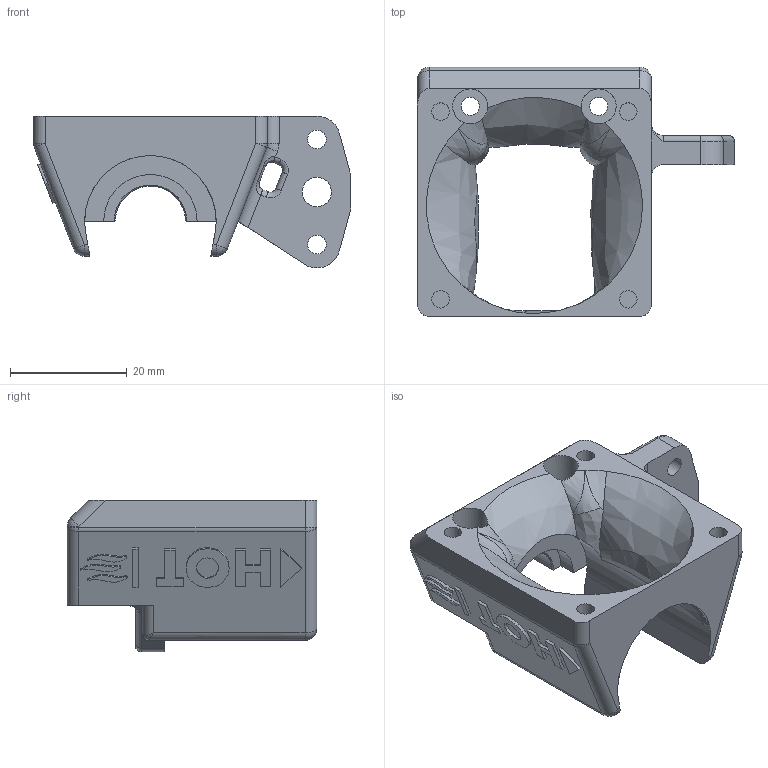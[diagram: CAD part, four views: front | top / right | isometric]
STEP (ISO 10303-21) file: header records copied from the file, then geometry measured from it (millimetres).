
FILE_DESCRIPTION(/* description */ (''),/* implementation_level */ '2;1');
FILE_NAME(/* name */ 'X_carriage_-_V6_Locker_BL-touch.step',/* time_stamp */ '2020-02-01T17:35:38-05:00',/* author */ (''),/* organization */ (''),/* preprocessor_version */ 'ST-DEVELOPER v18',/* originating_system */ 'Autodesk Translation Framework v8.12.0.6',/* authorisation */ '');
FILE_SCHEMA (('AUTOMOTIVE_DESIGN { 1 0 10303 214 3 1 1 }'));
Length unit declared in the file: millimetre
Products named in the file (1): FusionComponent
Bounding box: 54.29 x 42.7 x 25.99 mm (x, y, z)
Volume: 16555.8 mm3; surface area: 8003.3 mm2
Topology: 1 solids, 1 shells, 246 faces, 634 edges, 396 vertices
Faces by surface type: bspline 79, plane 78, cylinder 65, torus 13, sphere 8, cone 3
Full cylindrical faces by diameter (mm): 3 x4, 3.1 x2, 3.2 x2, 5 x1, 6 x4
Entity records: 10060 total; most frequent: CARTESIAN_POINT 4482, ORIENTED_EDGE 1260, DIRECTION 967, EDGE_CURVE 630, VERTEX_POINT 396, AXIS2_PLACEMENT_3D 342, LINE 283, VECTOR 283
